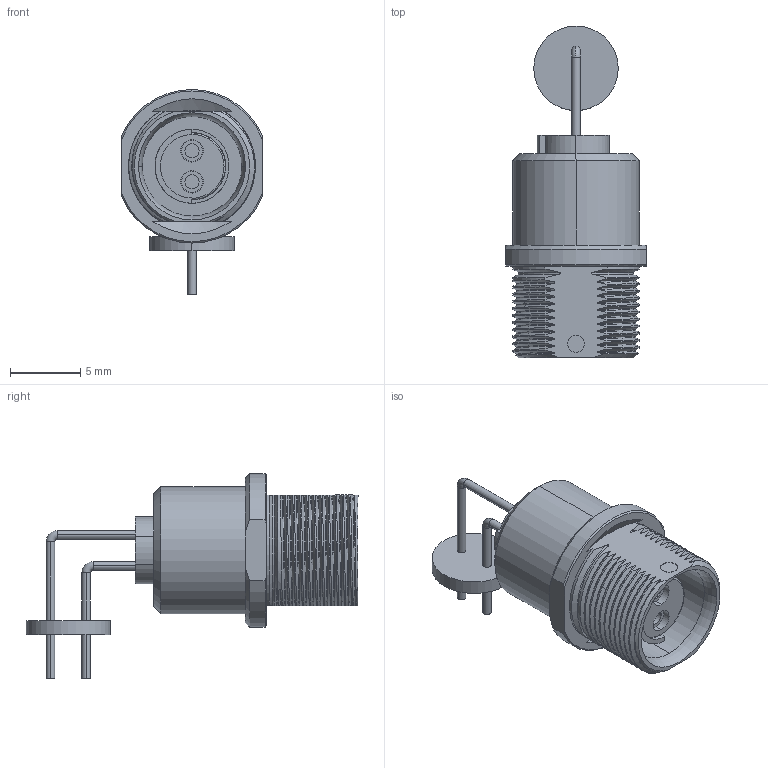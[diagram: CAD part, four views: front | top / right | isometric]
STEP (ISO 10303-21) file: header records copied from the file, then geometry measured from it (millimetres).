
FILE_DESCRIPTION((''),'2;1');
FILE_NAME('FISCHER_DBPC 102 A051-130_a.stp','2014-07-29T16:51:40',(''),(''),'Mechanical Desktop 2011','Mechanical Desktop 2011',', , ');
FILE_SCHEMA(('AUTOMOTIVE_DESIGN { 1 2 10303 214 1 1 1 1 }'));
Length unit declared in the file: millimetre
Products named in the file (1): Product
Bounding box: 10 x 23.57 x 14.55 mm (x, y, z)
Volume: 717.9 mm3; surface area: 1746.6 mm2
Topology: 8 solids, 8 shells, 223 faces, 612 edges, 416 vertices
Faces by surface type: cylinder 82, bspline 74, plane 42, cone 15, torus 10
Entity records: 13728 total; most frequent: CARTESIAN_POINT 8611, ORIENTED_EDGE 1224, DIRECTION 771, EDGE_CURVE 612, VERTEX_POINT 416, AXIS2_PLACEMENT_3D 310, B_SPLINE_CURVE_WITH_KNOTS 282, EDGE_LOOP 248
